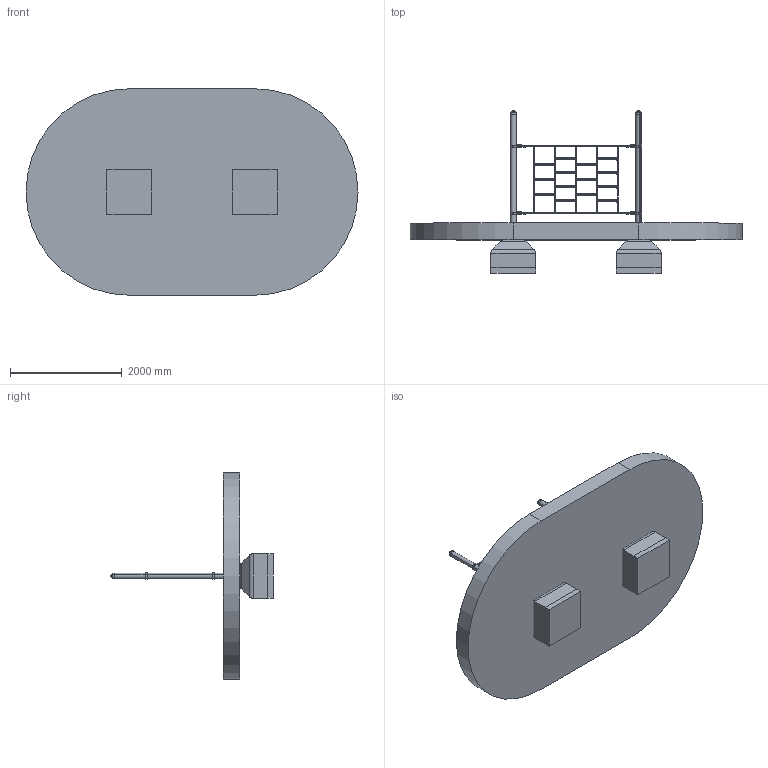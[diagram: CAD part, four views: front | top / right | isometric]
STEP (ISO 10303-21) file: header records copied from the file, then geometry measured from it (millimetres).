
FILE_DESCRIPTION (( 'STEP AP214' ), '1' );
FILE_NAME ('4591-30-15.STEP', '2019-06-24T12:57:51', ( '' ), ( '' ), 'SwSTEP 2.0', 'SolidWorks 2019', '' );
FILE_SCHEMA (( 'AUTOMOTIVE_DESIGN' ));
Length unit declared in the file: millimetre
Products named in the file (16): 4591-30-15; -15-Zsmb70-4594-70 - PA-Adapter_; Seil1_Standard<Wie bearbeitet>; Seil5_Standard<Wie bearbeitet>; 70-5601 - Beckmann  Sprosse gelb_; -15-Zsmb-Abdeckkappe-4591-30-2; Spiegeln55-02-08 - Schäkel M8 geschweift; -15-Fundament; Seil3_Standard<Wie bearbeitet>; Sicherheitsbereich; 70-5602 - Beckmann Sprosse rot_; -15-Zsmb-Schelle-4591-30-2; 457-04 - Kunststoff Kausche; Seil4_Standard<Wie bearbeitet>; Seil2_Standard<Wie bearbeitet>; -15-ZsmbPfosten-4591-30-2
Assembly tree (44 placements, depth 2):
  4591-30-15
    Sicherheitsbereich
    -15-ZsmbPfosten-4591-30-2  x2
    -15-Zsmb-Abdeckkappe-4591-30-2  x2
    -15-Zsmb-Schelle-4591-30-2  x4
    -15-Zsmb70-4594-70 - PA-Adapter_  x4
    Spiegeln55-02-08 - Schäkel M8 geschweift  x4
    457-04 - Kunststoff Kausche  x4
    Seil1_Standard<Wie bearbeitet>  x2
    -15-Fundament  x2
    Seil4_Standard<Wie bearbeitet>  x2
    Seil5_Standard<Wie bearbeitet>
    Seil3_Standard<Wie bearbeitet>
    Seil2_Standard<Wie bearbeitet>
    70-5601 - Beckmann  Sprosse gelb_  x6
    70-5602 - Beckmann Sprosse rot_  x8
Bounding box: 5950 x 2915.82 x 3700 mm (x, y, z)
Volume: 6392341437 mm3; surface area: 56101290 mm2
Topology: 58 solids, 58 shells, 3390 faces, 8668 edges, 5524 vertices
Faces by surface type: plane 1878, cylinder 776, torus 408, bspline 232, cone 96
Entity records: 27647 total; most frequent: CARTESIAN_POINT 10415, ORIENTED_EDGE 3328, DIRECTION 3141, EDGE_CURVE 1664, AXIS2_PLACEMENT_3D 1112, VERTEX_POINT 1056, VECTOR 917, LINE 917
